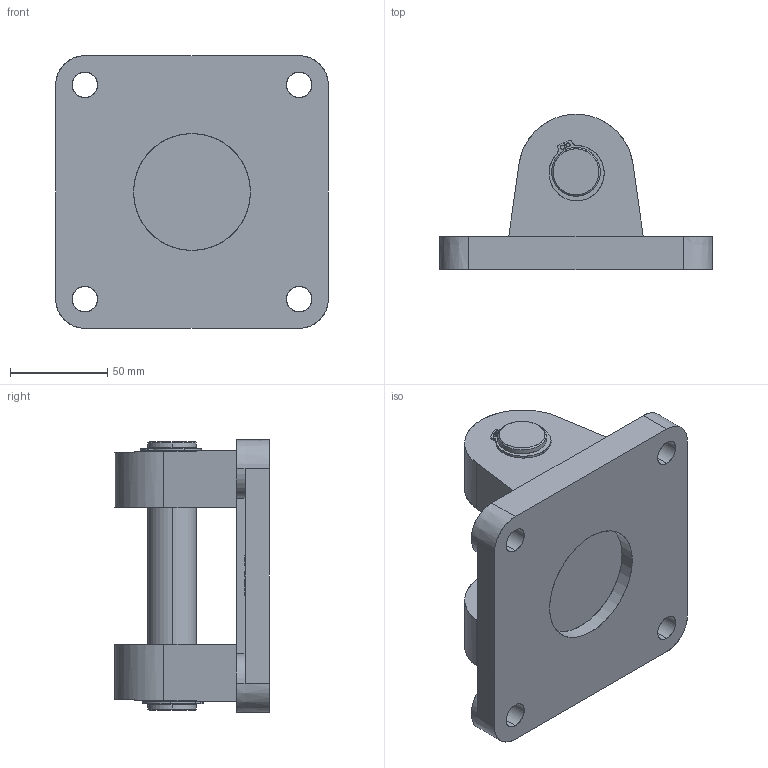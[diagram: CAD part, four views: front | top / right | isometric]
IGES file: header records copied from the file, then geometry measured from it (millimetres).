
Start section: SolidWorks IGES file using analytic representation for surfaces
Global section: file name: EM_I_WDS_125_A.IGS; native system: SolidWorks 2013; preprocessor: SolidWorks 2013; author: technolog3; date: 141017.153109; units: millimetre
Bounding box: 140 x 79.5 x 140 mm (x, y, z)
Surface area: 87300.5 mm2 (no closed solid volume)
Topology: 0 solids, 0 shells, 230 faces, 3715 edges, 3715 vertices
Faces by surface type: bspline 154, revolution 76
